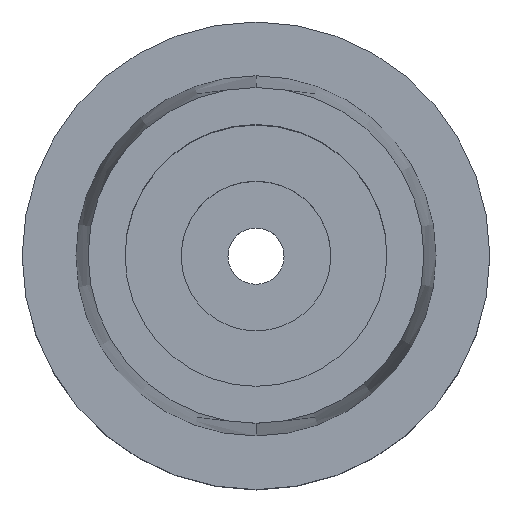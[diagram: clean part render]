
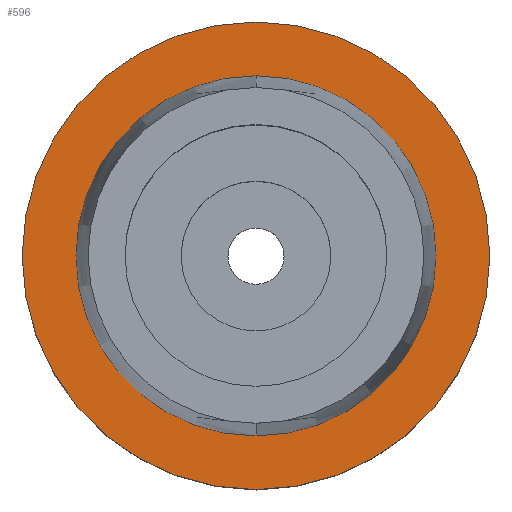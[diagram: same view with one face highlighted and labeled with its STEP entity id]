
A CAD part, top view. The second image highlights one B-rep face of the part: STEP entity #596.
In plain terms, the highlighted planar face has unit normal (0, 0, 1).
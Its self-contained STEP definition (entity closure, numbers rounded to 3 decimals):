
#39 = EDGE_CURVE ( 'NONE', #2639, #1012, #2532, .T. ) ;
#73 = ORIENTED_EDGE ( 'NONE', *, *, #2356, .F. ) ;
#133 = DIRECTION ( 'NONE',  ( 0., 0., -1. ) ) ;
#181 = CIRCLE ( 'NONE', #661, 12.5 ) ;
#222 = AXIS2_PLACEMENT_3D ( 'NONE', #1605, #2438, #1413 ) ;
#284 = FACE_BOUND ( 'NONE', #672, .T. ) ;
#384 = VERTEX_POINT ( 'NONE', #1117 ) ;
#596 = ADVANCED_FACE ( 'NONE', ( #1195, #284 ), #2029, .T. ) ;
#633 = CARTESIAN_POINT ( 'NONE',  ( 0., 0., 0. ) ) ;
#661 = AXIS2_PLACEMENT_3D ( 'NONE', #633, #1271, #1010 ) ;
#672 = EDGE_LOOP ( 'NONE', ( #2150, #806 ) ) ;
#786 = CARTESIAN_POINT ( 'NONE',  ( 0., 0., 0. ) ) ;
#806 = ORIENTED_EDGE ( 'NONE', *, *, #39, .F. ) ;
#897 = VERTEX_POINT ( 'NONE', #1252 ) ;
#904 = CARTESIAN_POINT ( 'NONE',  ( 0., -9.625, 0. ) ) ;
#1010 = DIRECTION ( 'NONE',  ( 0., -1., 0. ) ) ;
#1012 = VERTEX_POINT ( 'NONE', #2556 ) ;
#1117 = CARTESIAN_POINT ( 'NONE',  ( 0., -12.5, 0. ) ) ;
#1125 = EDGE_CURVE ( 'NONE', #1012, #2639, #2043, .T. ) ;
#1195 = FACE_OUTER_BOUND ( 'NONE', #2368, .T. ) ;
#1252 = CARTESIAN_POINT ( 'NONE',  ( 0., 12.5, 0. ) ) ;
#1271 = DIRECTION ( 'NONE',  ( 0., 0., -1. ) ) ;
#1381 = DIRECTION ( 'NONE',  ( 1., 0., 0. ) ) ;
#1413 = DIRECTION ( 'NONE',  ( 0., -1., 0. ) ) ;
#1423 = AXIS2_PLACEMENT_3D ( 'NONE', #786, #2388, #2416 ) ;
#1453 = EDGE_CURVE ( 'NONE', #897, #384, #1462, .T. ) ;
#1462 = CIRCLE ( 'NONE', #1904, 12.5 ) ;
#1577 = ORIENTED_EDGE ( 'NONE', *, *, #1453, .F. ) ;
#1605 = CARTESIAN_POINT ( 'NONE',  ( 0., 0., 0. ) ) ;
#1823 = CARTESIAN_POINT ( 'NONE',  ( 0., 0., 0. ) ) ;
#1904 = AXIS2_PLACEMENT_3D ( 'NONE', #2023, #133, #2601 ) ;
#2023 = CARTESIAN_POINT ( 'NONE',  ( 0., 0., 0. ) ) ;
#2029 = PLANE ( 'NONE',  #2333 ) ;
#2043 = CIRCLE ( 'NONE', #1423, 9.625 ) ;
#2150 = ORIENTED_EDGE ( 'NONE', *, *, #1125, .F. ) ;
#2333 = AXIS2_PLACEMENT_3D ( 'NONE', #1823, #2609, #1381 ) ;
#2356 = EDGE_CURVE ( 'NONE', #384, #897, #181, .T. ) ;
#2368 = EDGE_LOOP ( 'NONE', ( #1577, #73 ) ) ;
#2388 = DIRECTION ( 'NONE',  ( 0., 0., 1. ) ) ;
#2416 = DIRECTION ( 'NONE',  ( 0., 1., 0. ) ) ;
#2438 = DIRECTION ( 'NONE',  ( 0., 0., 1. ) ) ;
#2532 = CIRCLE ( 'NONE', #222, 9.625 ) ;
#2556 = CARTESIAN_POINT ( 'NONE',  ( 0., 9.625, 0. ) ) ;
#2601 = DIRECTION ( 'NONE',  ( 0., 1., 0. ) ) ;
#2609 = DIRECTION ( 'NONE',  ( 0., 0., 1. ) ) ;
#2639 = VERTEX_POINT ( 'NONE', #904 ) ;
